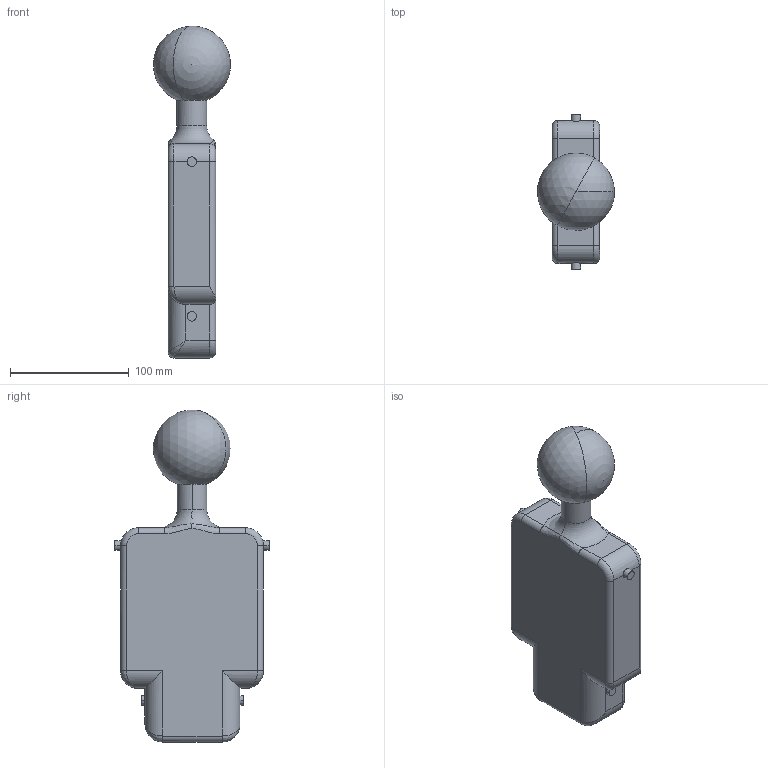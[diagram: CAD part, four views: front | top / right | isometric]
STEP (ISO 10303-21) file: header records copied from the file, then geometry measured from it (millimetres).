
FILE_DESCRIPTION (( 'STEP AP203' ), '1' );
FILE_NAME ('body_Default_sldprt.STEP', '2021-02-28T18:19:24', ( '' ), ( '' ), 'SwSTEP 2.0', 'SolidWorks 2020', '' );
FILE_SCHEMA (( 'CONFIG_CONTROL_DESIGN' ));
Length unit declared in the file: millimetre
Products named in the file (1): body_Default_sldprt
Bounding box: 64.72 x 130 x 279.01 mm (x, y, z)
Volume: 936102.8 mm3; surface area: 73936.6 mm2
Topology: 1 solids, 1 shells, 68 faces, 162 edges, 92 vertices
Faces by surface type: cylinder 34, plane 15, bspline 8, torus 8, sphere 3
Entity records: 4029 total; most frequent: CARTESIAN_POINT 2528, ORIENTED_EDGE 304, DIRECTION 278, EDGE_CURVE 152, AXIS2_PLACEMENT_3D 108, VERTEX_POINT 88, EDGE_LOOP 70, ADVANCED_FACE 68
